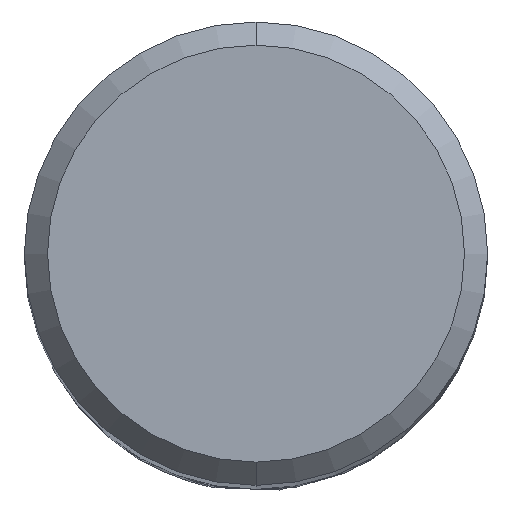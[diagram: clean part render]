
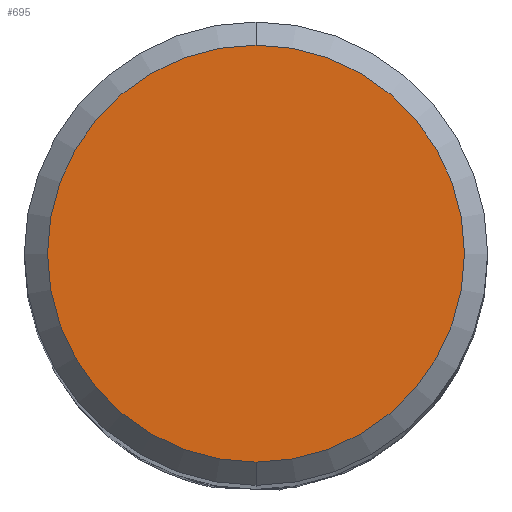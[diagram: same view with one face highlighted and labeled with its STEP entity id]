
A CAD part, top view. The second image highlights one B-rep face of the part: STEP entity #695.
In plain terms, the highlighted planar face has unit normal (0, 0, 1).
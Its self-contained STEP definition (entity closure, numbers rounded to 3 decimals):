
#345=VERTEX_POINT('',#980);
#347=EDGE_CURVE('',#399,#345,#982,.T.);
#399=VERTEX_POINT('',#1040);
#695=ADVANCED_FACE('',(#1367),#1368,.T.);
#873=EDGE_CURVE('',#345,#399,#1557,.T.);
#980=CARTESIAN_POINT('',(0.,-3.6,0.0));
#982=CIRCLE('',#1668,3.6);
#1040=CARTESIAN_POINT('',(0.0,3.6,0.0));
#1367=FACE_OUTER_BOUND('',#5611,.T.);
#1368=PLANE('',#5612);
#1557=CIRCLE('',#7449,3.6);
#1668=AXIS2_PLACEMENT_3D('',#7859,#7860,#7861);
#5611=EDGE_LOOP('',(#8312,#8313));
#5612=AXIS2_PLACEMENT_3D('',#8314,#8315,#8316);
#7449=AXIS2_PLACEMENT_3D('',#8458,#8459,#8460);
#7859=CARTESIAN_POINT('',(0.0,0.0,0.0));
#7860=DIRECTION('',(0.0,0.0,-1.0));
#7861=DIRECTION('',(0.0,1.0,0.0));
#8312=ORIENTED_EDGE('',*,*,#347,.F.);
#8313=ORIENTED_EDGE('',*,*,#873,.F.);
#8314=CARTESIAN_POINT('',(0.0,1.8,0.0));
#8315=DIRECTION('',(-0.0,0.0,1.0));
#8316=DIRECTION('',(0.0,-1.0,0.0));
#8458=CARTESIAN_POINT('',(0.0,0.0,0.0));
#8459=DIRECTION('',(0.0,0.0,-1.0));
#8460=DIRECTION('',(0.0,1.0,0.0));
